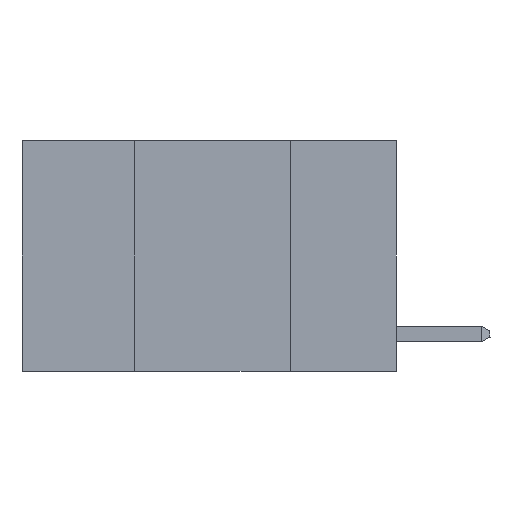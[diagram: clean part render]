
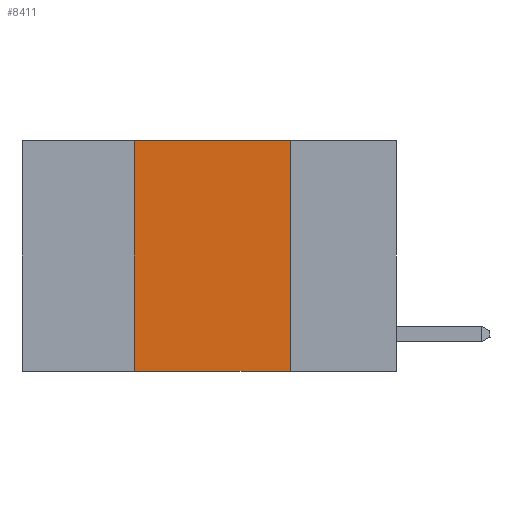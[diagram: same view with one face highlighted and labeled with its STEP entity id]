
A CAD part, left-side view. The second image highlights one B-rep face of the part: STEP entity #8411.
In plain terms, the highlighted planar face has unit normal (-1, 0, 0).
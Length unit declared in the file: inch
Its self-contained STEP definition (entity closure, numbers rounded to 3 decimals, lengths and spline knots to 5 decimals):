
#78 = DIRECTION ( 'NONE',  ( 0., 0., -1. ) ) ;
#391 = VERTEX_POINT ( 'NONE', #3152 ) ;
#638 = VERTEX_POINT ( 'NONE', #7576 ) ;
#780 = EDGE_CURVE ( 'NONE', #391, #2812, #2111, .T. ) ;
#905 = EDGE_CURVE ( 'NONE', #2812, #999, #7410, .T. ) ;
#946 = LINE ( 'NONE', #5409, #4070 ) ;
#999 = VERTEX_POINT ( 'NONE', #3419 ) ;
#1146 = DIRECTION ( 'NONE',  ( 0., 0., 1. ) ) ;
#1763 = PLANE ( 'NONE',  #9828 ) ;
#1785 = CARTESIAN_POINT ( 'NONE',  ( 0., 0.6, 0. ) ) ;
#1827 = CARTESIAN_POINT ( 'NONE',  ( 0., 0.6, 0. ) ) ;
#2111 = LINE ( 'NONE', #3192, #12021 ) ;
#2812 = VERTEX_POINT ( 'NONE', #3567 ) ;
#3145 = DIRECTION ( 'NONE',  ( 0., 0., -1. ) ) ;
#3152 = CARTESIAN_POINT ( 'NONE',  ( 0., 0.42, -0.37 ) ) ;
#3192 = CARTESIAN_POINT ( 'NONE',  ( 0., 0.42, 0. ) ) ;
#3419 = CARTESIAN_POINT ( 'NONE',  ( 0., 0.17, 0. ) ) ;
#3567 = CARTESIAN_POINT ( 'NONE',  ( 0., 0.42, 0. ) ) ;
#4070 = VECTOR ( 'NONE', #78, 39.37008 ) ;
#4168 = ORIENTED_EDGE ( 'NONE', *, *, #905, .F. ) ;
#5364 = EDGE_LOOP ( 'NONE', ( #10532, #4168, #7263, #6006 ) ) ;
#5409 = CARTESIAN_POINT ( 'NONE',  ( 0., 0.17, 0. ) ) ;
#6006 = ORIENTED_EDGE ( 'NONE', *, *, #11809, .T. ) ;
#7154 = DIRECTION ( 'NONE',  ( 0., -1., 0. ) ) ;
#7263 = ORIENTED_EDGE ( 'NONE', *, *, #780, .F. ) ;
#7410 = LINE ( 'NONE', #1785, #10401 ) ;
#7576 = CARTESIAN_POINT ( 'NONE',  ( 0., 0.17, -0.37 ) ) ;
#8411 = ADVANCED_FACE ( 'NONE', ( #12091 ), #1763, .F. ) ;
#9414 = DIRECTION ( 'NONE',  ( 0., -1., 0. ) ) ;
#9781 = LINE ( 'NONE', #12253, #16114 ) ;
#9828 = AXIS2_PLACEMENT_3D ( 'NONE', #1827, #10881, #3145 ) ;
#10401 = VECTOR ( 'NONE', #9414, 39.37008 ) ;
#10532 = ORIENTED_EDGE ( 'NONE', *, *, #13480, .F. ) ;
#10881 = DIRECTION ( 'NONE',  ( 1., 0., 0. ) ) ;
#11809 = EDGE_CURVE ( 'NONE', #391, #638, #9781, .T. ) ;
#12021 = VECTOR ( 'NONE', #1146, 39.37008 ) ;
#12091 = FACE_OUTER_BOUND ( 'NONE', #5364, .T. ) ;
#12253 = CARTESIAN_POINT ( 'NONE',  ( 0., 0.6, -0.37 ) ) ;
#13480 = EDGE_CURVE ( 'NONE', #999, #638, #946, .T. ) ;
#16114 = VECTOR ( 'NONE', #7154, 39.37008 ) ;
